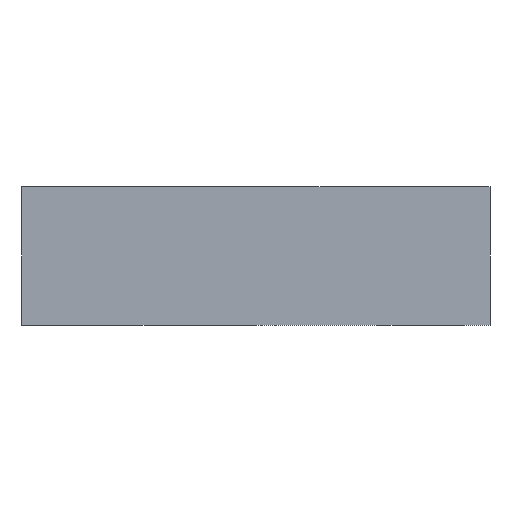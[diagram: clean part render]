
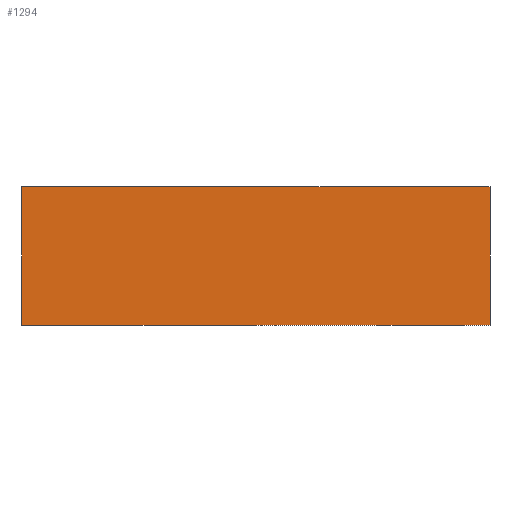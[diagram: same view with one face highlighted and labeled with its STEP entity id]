
A CAD part, front view. The second image highlights one B-rep face of the part: STEP entity #1294.
In plain terms, the highlighted planar face has unit normal (0, -1, 0).
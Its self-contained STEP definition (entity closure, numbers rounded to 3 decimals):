
#38=PLANE('',#1412);
#112=LINE('',#2157,#235);
#126=LINE('',#2199,#249);
#128=LINE('',#2203,#251);
#129=LINE('',#2204,#252);
#235=VECTOR('',#1620,10.);
#249=VECTOR('',#1664,10.);
#251=VECTOR('',#1668,10.);
#252=VECTOR('',#1669,10.);
#367=FACE_OUTER_BOUND('',#444,.T.);
#444=EDGE_LOOP('',(#1037,#1038,#1039,#1040));
#626=VERTEX_POINT('',#2154);
#627=VERTEX_POINT('',#2156);
#640=VERTEX_POINT('',#2198);
#641=VERTEX_POINT('',#2202);
#767=EDGE_CURVE('',#627,#626,#112,.T.);
#788=EDGE_CURVE('',#640,#627,#126,.T.);
#790=EDGE_CURVE('',#641,#626,#128,.T.);
#791=EDGE_CURVE('',#641,#640,#129,.T.);
#1037=ORIENTED_EDGE('',*,*,#767,.T.);
#1038=ORIENTED_EDGE('',*,*,#790,.F.);
#1039=ORIENTED_EDGE('',*,*,#791,.T.);
#1040=ORIENTED_EDGE('',*,*,#788,.T.);
#1294=ADVANCED_FACE('',(#367),#38,.T.);
#1412=AXIS2_PLACEMENT_3D('',#2201,#1666,#1667);
#1620=DIRECTION('',(-1.,0.,0.));
#1664=DIRECTION('',(0.,0.,1.));
#1666=DIRECTION('center_axis',(0.,-1.,0.));
#1667=DIRECTION('ref_axis',(1.,0.,0.));
#1668=DIRECTION('',(0.,0.,1.));
#1669=DIRECTION('',(1.,0.,0.));
#2154=CARTESIAN_POINT('',(-13.5,-13.,8.));
#2156=CARTESIAN_POINT('',(13.5,-13.,8.));
#2157=CARTESIAN_POINT('',(-6.75,-13.,8.));
#2198=CARTESIAN_POINT('',(13.5,-13.,0.));
#2199=CARTESIAN_POINT('',(13.5,-13.,0.));
#2201=CARTESIAN_POINT('Origin',(-13.5,-13.,0.));
#2202=CARTESIAN_POINT('',(-13.5,-13.,0.));
#2203=CARTESIAN_POINT('',(-13.5,-13.,0.));
#2204=CARTESIAN_POINT('',(-13.5,-13.,0.));
